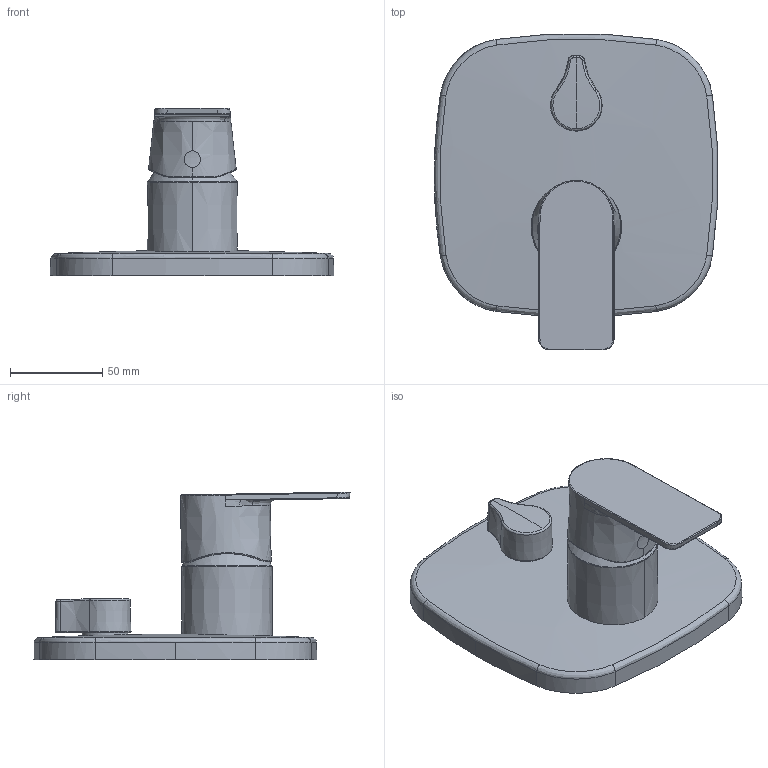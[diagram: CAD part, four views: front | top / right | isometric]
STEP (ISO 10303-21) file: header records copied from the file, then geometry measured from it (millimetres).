
FILE_DESCRIPTION (( 'STEP AP203' ), '1' );
FILE_NAME ('87843173(2021).STEP', '2020-10-29T08:58:22', ( '' ), ( '' ), 'SwSTEP 2.0', 'SolidWorks 2016', '' );
FILE_SCHEMA (( 'CONFIG_CONTROL_DESIGN' ));
Length unit declared in the file: millimetre
Products named in the file (1): 87843173(2021)
Bounding box: 153.64 x 171.34 x 91.01 mm (x, y, z)
Volume: 435252.9 mm3; surface area: 66996.7 mm2
Topology: 1 solids, 1 shells, 89 faces, 216 edges, 133 vertices
Faces by surface type: bspline 46, cone 16, torus 12, plane 8, sphere 4, cylinder 3
Entity records: 9102 total; most frequent: CARTESIAN_POINT 7229, ORIENTED_EDGE 432, DIRECTION 286, EDGE_CURVE 216, VERTEX_POINT 133, AXIS2_PLACEMENT_3D 119, B_SPLINE_CURVE_WITH_KNOTS 93, EDGE_LOOP 93
